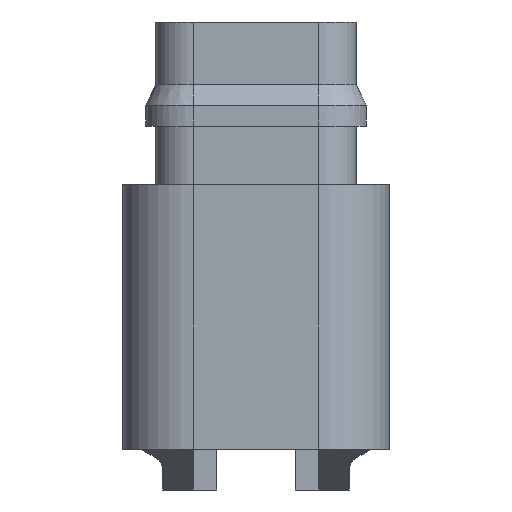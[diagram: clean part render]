
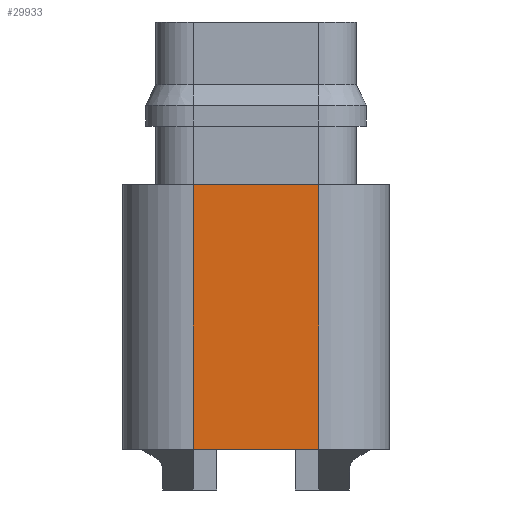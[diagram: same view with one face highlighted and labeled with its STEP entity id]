
A CAD part, front view. The second image highlights one B-rep face of the part: STEP entity #29933.
In plain terms, the highlighted planar face has unit normal (0, -1, 0).
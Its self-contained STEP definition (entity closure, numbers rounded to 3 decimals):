
#258 = LINE ( 'NONE', #22929, #26234 ) ;
#574 = CARTESIAN_POINT ( 'NONE',  ( 3., -5.1, 0. ) ) ;
#789 = VERTEX_POINT ( 'NONE', #20760 ) ;
#826 = ORIENTED_EDGE ( 'NONE', *, *, #27826, .T. ) ;
#2099 = AXIS2_PLACEMENT_3D ( 'NONE', #29302, #14181, #31816 ) ;
#2181 = VERTEX_POINT ( 'NONE', #574 ) ;
#2206 = EDGE_CURVE ( 'NONE', #2181, #31492, #7164, .T. ) ;
#3775 = VECTOR ( 'NONE', #29100, 1000. ) ;
#4922 = CARTESIAN_POINT ( 'NONE',  ( -3., -5.1, 0. ) ) ;
#5927 = LINE ( 'NONE', #24077, #18476 ) ;
#7164 = LINE ( 'NONE', #14221, #26450 ) ;
#8371 = ORIENTED_EDGE ( 'NONE', *, *, #24489, .F. ) ;
#9098 = FACE_OUTER_BOUND ( 'NONE', #27757, .T. ) ;
#9475 = VERTEX_POINT ( 'NONE', #4922 ) ;
#11007 = CARTESIAN_POINT ( 'NONE',  ( 3., -5.1, 12.7 ) ) ;
#11135 = ORIENTED_EDGE ( 'NONE', *, *, #12339, .F. ) ;
#12339 = EDGE_CURVE ( 'NONE', #789, #31492, #29766, .T. ) ;
#12510 = ORIENTED_EDGE ( 'NONE', *, *, #2206, .T. ) ;
#13555 = DIRECTION ( 'NONE',  ( 0., 0., 1. ) ) ;
#14181 = DIRECTION ( 'NONE',  ( 0., -1., 0. ) ) ;
#14221 = CARTESIAN_POINT ( 'NONE',  ( 3., -5.1, 0. ) ) ;
#18476 = VECTOR ( 'NONE', #24190, 1000. ) ;
#20760 = CARTESIAN_POINT ( 'NONE',  ( -3., -5.1, 12.7 ) ) ;
#22929 = CARTESIAN_POINT ( 'NONE',  ( -3., -5.1, 0. ) ) ;
#24077 = CARTESIAN_POINT ( 'NONE',  ( -3., -5.1, 0. ) ) ;
#24190 = DIRECTION ( 'NONE',  ( 0., 0., 1. ) ) ;
#24489 = EDGE_CURVE ( 'NONE', #9475, #789, #5927, .T. ) ;
#26234 = VECTOR ( 'NONE', #30446, 1000. ) ;
#26450 = VECTOR ( 'NONE', #13555, 1000. ) ;
#26661 = PLANE ( 'NONE',  #2099 ) ;
#26688 = CARTESIAN_POINT ( 'NONE',  ( -3., -5.1, 12.7 ) ) ;
#27757 = EDGE_LOOP ( 'NONE', ( #11135, #8371, #826, #12510 ) ) ;
#27826 = EDGE_CURVE ( 'NONE', #9475, #2181, #258, .T. ) ;
#29100 = DIRECTION ( 'NONE',  ( 1., 0., 0. ) ) ;
#29302 = CARTESIAN_POINT ( 'NONE',  ( -3., -5.1, 0. ) ) ;
#29766 = LINE ( 'NONE', #26688, #3775 ) ;
#29933 = ADVANCED_FACE ( 'NONE', ( #9098 ), #26661, .T. ) ;
#30446 = DIRECTION ( 'NONE',  ( 1., 0., 0. ) ) ;
#31492 = VERTEX_POINT ( 'NONE', #11007 ) ;
#31816 = DIRECTION ( 'NONE',  ( 0., 0., -1. ) ) ;
